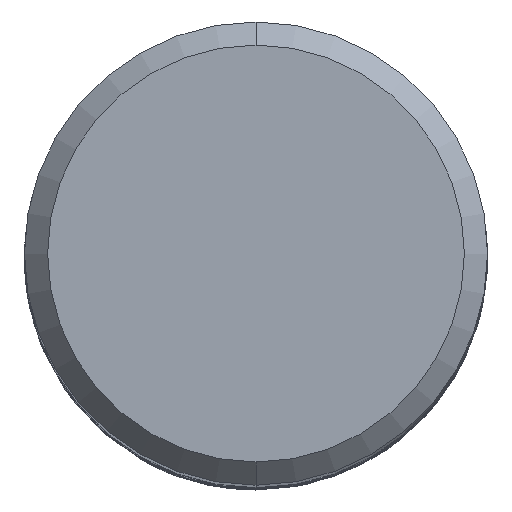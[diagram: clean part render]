
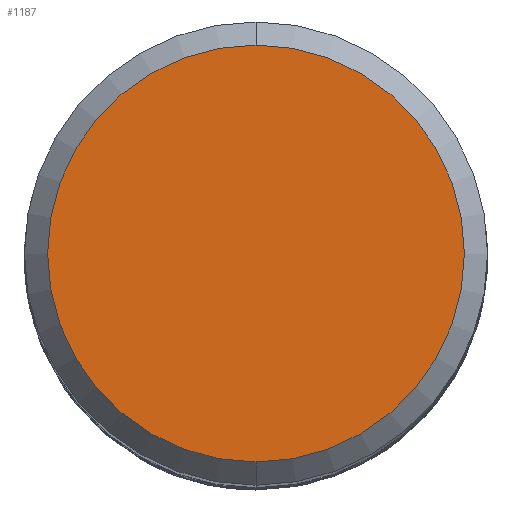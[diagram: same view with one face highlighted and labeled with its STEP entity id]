
A CAD part, top view. The second image highlights one B-rep face of the part: STEP entity #1187.
In plain terms, the highlighted planar face has unit normal (0, 0, 1).
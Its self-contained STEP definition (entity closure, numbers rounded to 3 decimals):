
#1125=EDGE_CURVE('',#1165,#2607,#3226,.T.);
#1165=VERTEX_POINT('',#3269);
#1187=ADVANCED_FACE('',(#3292),#3293,.T.);
#2309=EDGE_CURVE('',#2607,#1165,#4519,.T.);
#2607=VERTEX_POINT('',#4842);
#3226=CIRCLE('',#6284,9.0);
#3269=CARTESIAN_POINT('',(0.,-9.0,0.0));
#3292=FACE_OUTER_BOUND('',#7288,.T.);
#3293=PLANE('',#7289);
#4519=CIRCLE('',#21621,9.0);
#4842=CARTESIAN_POINT('',(0.0,9.0,0.0));
#6284=AXIS2_PLACEMENT_3D('',#29981,#29982,#29983);
#7288=EDGE_LOOP('',(#30046,#30047));
#7289=AXIS2_PLACEMENT_3D('',#30048,#30049,#30050);
#21621=AXIS2_PLACEMENT_3D('',#31428,#31429,#31430);
#29981=CARTESIAN_POINT('',(0.0,0.0,0.0));
#29982=DIRECTION('',(0.0,0.0,-1.0));
#29983=DIRECTION('',(0.0,1.0,0.0));
#30046=ORIENTED_EDGE('',*,*,#2309,.F.);
#30047=ORIENTED_EDGE('',*,*,#1125,.F.);
#30048=CARTESIAN_POINT('',(0.0,4.5,0.0));
#30049=DIRECTION('',(-0.0,0.0,1.0));
#30050=DIRECTION('',(0.0,-1.0,0.0));
#31428=CARTESIAN_POINT('',(0.0,0.0,0.0));
#31429=DIRECTION('',(0.0,0.0,-1.0));
#31430=DIRECTION('',(0.0,1.0,0.0));
